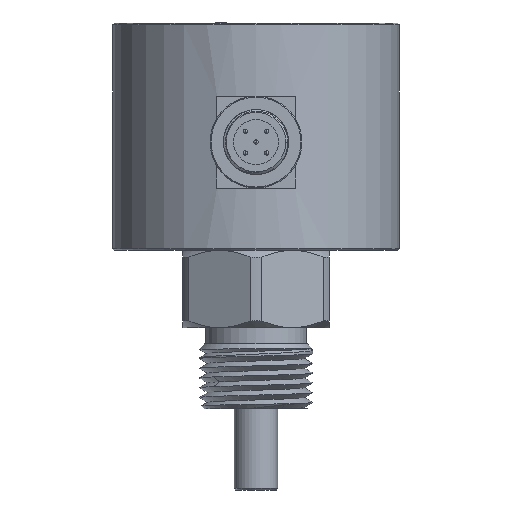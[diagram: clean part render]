
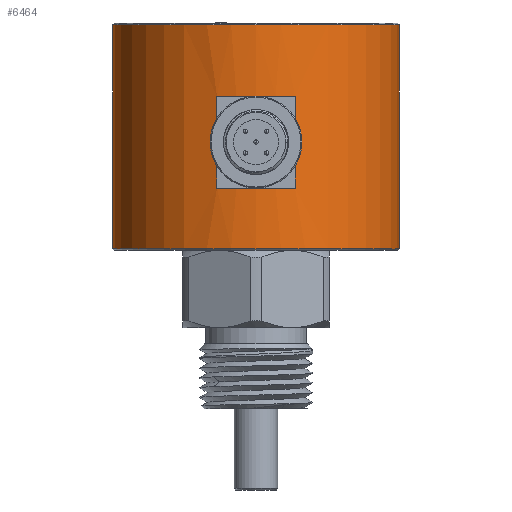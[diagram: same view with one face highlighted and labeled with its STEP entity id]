
A CAD part, front view. The second image highlights one B-rep face of the part: STEP entity #6464.
In plain terms, the highlighted cylindrical face has radius 26.5 mm (diameter 53 mm), a partial arc.
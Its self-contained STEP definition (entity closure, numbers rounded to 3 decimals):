
#31=CARTESIAN_POINT('',(0.,0.,-20.7));
#32=DIRECTION('',(0.,0.,1.));
#33=DIRECTION('',(-1.,0.,0.));
#34=AXIS2_PLACEMENT_3D('',#31,#32,#33);
#36=CARTESIAN_POINT('',(0.,0.,-20.7));
#37=DIRECTION('',(0.,0.,1.));
#38=DIRECTION('',(0.,-1.,0.));
#39=AXIS2_PLACEMENT_3D('',#36,#37,#38);
#59=DIRECTION('',(0.,0.,-1.));
#60=VECTOR('',#59,41.4);
#61=CARTESIAN_POINT('',(-26.5,0.,20.7));
#62=LINE('',#61,#60);
#945=CARTESIAN_POINT('',(0.,0.,20.7));
#946=DIRECTION('',(0.,0.,-1.));
#947=DIRECTION('',(1.,0.,0.));
#948=AXIS2_PLACEMENT_3D('',#945,#946,#947);
#950=CARTESIAN_POINT('',(0.,0.,20.7));
#951=DIRECTION('',(0.,0.,-1.));
#952=DIRECTION('',(0.,-1.,0.));
#953=AXIS2_PLACEMENT_3D('',#950,#951,#952);
#959=DIRECTION('',(0.,0.,-1.));
#960=VECTOR('',#959,41.4);
#961=CARTESIAN_POINT('',(26.5,0.,20.7));
#962=LINE('',#961,#960);
#963=DIRECTION('',(0.,0.,-1.));
#964=VECTOR('',#963,17.);
#965=CARTESIAN_POINT('',(-7.211,-25.5,7.5));
#966=LINE('',#965,#964);
#967=DIRECTION('',(0.,0.,1.));
#968=VECTOR('',#967,17.);
#969=CARTESIAN_POINT('',(7.211,-25.5,-9.5));
#970=LINE('',#969,#968);
#981=CARTESIAN_POINT('',(0.,0.,7.5));
#982=DIRECTION('',(0.,0.,1.));
#983=DIRECTION('',(-0.272,-0.962,0.));
#984=AXIS2_PLACEMENT_3D('',#981,#982,#983);
#990=CARTESIAN_POINT('',(0.,0.,-9.5));
#991=DIRECTION('',(0.,0.,-1.));
#992=DIRECTION('',(0.272,-0.962,0.));
#993=AXIS2_PLACEMENT_3D('',#990,#991,#992);
#4291=CARTESIAN_POINT('',(-26.5,0.,-20.7));
#4292=VERTEX_POINT('',#4291);
#4293=CARTESIAN_POINT('',(0.,-26.5,-20.7));
#4294=CARTESIAN_POINT('',(26.5,0.,-20.7));
#4295=VERTEX_POINT('',#4293);
#4296=VERTEX_POINT('',#4294);
#4300=CARTESIAN_POINT('',(26.5,0.,20.7));
#4302=VERTEX_POINT('',#4300);
#4303=CARTESIAN_POINT('',(-26.5,0.,20.7));
#4304=VERTEX_POINT('',#4303);
#5119=CARTESIAN_POINT('',(0.,-26.5,20.7));
#5120=VERTEX_POINT('',#5119);
#5121=CARTESIAN_POINT('',(-7.211,-25.5,7.5));
#5122=CARTESIAN_POINT('',(-7.211,-25.5,-9.5));
#5123=VERTEX_POINT('',#5121);
#5124=VERTEX_POINT('',#5122);
#5125=CARTESIAN_POINT('',(7.211,-25.5,-9.5));
#5126=VERTEX_POINT('',#5125);
#5127=CARTESIAN_POINT('',(7.211,-25.5,7.5));
#5128=VERTEX_POINT('',#5127);
#6441=CARTESIAN_POINT('',(0.,0.,-21.));
#6442=DIRECTION('',(0.,0.,1.));
#6443=DIRECTION('',(1.,0.,0.));
#6444=AXIS2_PLACEMENT_3D('',#6441,#6442,#6443);
#6445=CYLINDRICAL_SURFACE('',#6444,26.5);
#6446=ORIENTED_EDGE('',*,*,#6435,.F.);
#6447=ORIENTED_EDGE('',*,*,#6433,.F.);
#6448=ORIENTED_EDGE('',*,*,#5752,.T.);
#6449=ORIENTED_EDGE('',*,*,#5716,.F.);
#6450=ORIENTED_EDGE('',*,*,#5714,.F.);
#6451=ORIENTED_EDGE('',*,*,#5748,.F.);
#6452=EDGE_LOOP('',(#6446,#6447,#6448,#6449,#6450,#6451));
#6453=FACE_OUTER_BOUND('',#6452,.F.);
#6455=ORIENTED_EDGE('',*,*,#6454,.T.);
#6457=ORIENTED_EDGE('',*,*,#6456,.F.);
#6459=ORIENTED_EDGE('',*,*,#6458,.T.);
#6461=ORIENTED_EDGE('',*,*,#6460,.F.);
#6462=EDGE_LOOP('',(#6455,#6457,#6459,#6461));
#6463=FACE_BOUND('',#6462,.F.);
#6464=ADVANCED_FACE('',(#6453,#6463),#6445,.T.);
#35=CIRCLE('',#34,26.5);
#40=CIRCLE('',#39,26.5);
#949=CIRCLE('',#948,26.5);
#954=CIRCLE('',#953,26.5);
#985=CIRCLE('',#984,26.5);
#994=CIRCLE('',#993,26.5);
#5714=EDGE_CURVE('',#4292,#4295,#35,.T.);
#5716=EDGE_CURVE('',#4295,#4296,#40,.T.);
#5748=EDGE_CURVE('',#4304,#4292,#62,.T.);
#5752=EDGE_CURVE('',#4302,#4296,#962,.T.);
#6433=EDGE_CURVE('',#4302,#5120,#949,.T.);
#6435=EDGE_CURVE('',#5120,#4304,#954,.T.);
#6454=EDGE_CURVE('',#5123,#5124,#966,.T.);
#6456=EDGE_CURVE('',#5126,#5124,#994,.T.);
#6458=EDGE_CURVE('',#5126,#5128,#970,.T.);
#6460=EDGE_CURVE('',#5123,#5128,#985,.T.);
